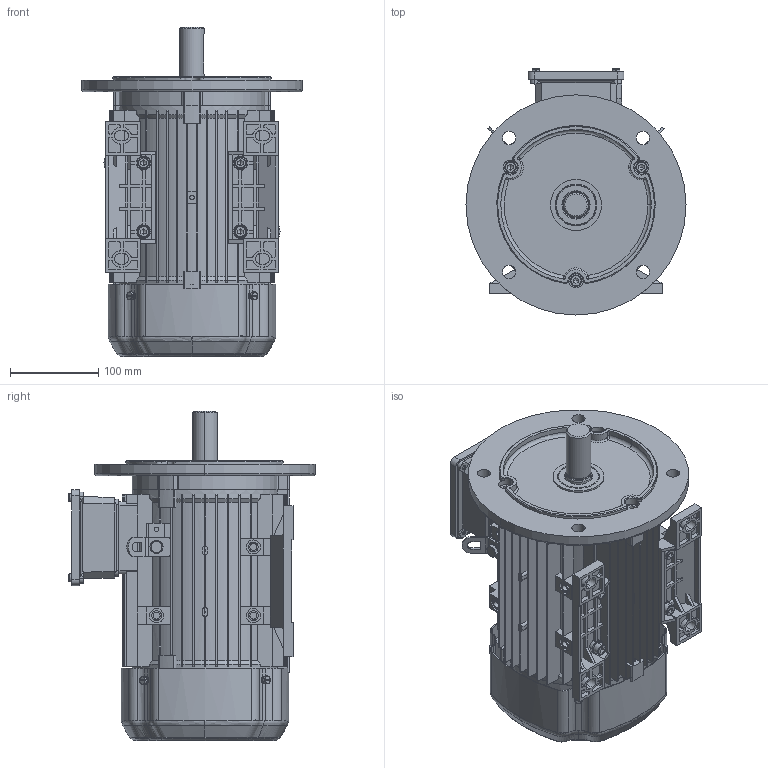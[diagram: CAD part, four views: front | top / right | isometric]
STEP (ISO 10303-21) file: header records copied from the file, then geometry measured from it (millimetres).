
FILE_DESCRIPTION(/* description */ (''),/* implementation_level */ '2;1');
FILE_NAME(/* name */ 'JL3-100-B35.STEP',/* time_stamp */ '2021-09-19T14:56:48+08:00',/* author */ (''),/* organization */ (''),/* preprocessor_version */ 'ST-DEVELOPER v16',/* originating_system */ 'SIEMENS PLM Software NX 10.0',/* authorisation */ '');
FILE_SCHEMA (('AUTOMOTIVE_DESIGN { 1 0 10303 214 3 1 1 1 }'));
Products named in the file (1): JL3-100-B35_step
Bounding box: 250 x 279.5 x 374 mm (x, y, z)
Volume: 2058002.6 mm3; surface area: 1125625.4 mm2
Topology: 54 solids, 54 shells, 4462 faces, 12122 edges, 7885 vertices
Faces by surface type: plane 1830, cylinder 1763, torus 292, cone 283, bspline 278, sphere 16
Entity records: 187321 total; most frequent: CARTESIAN_POINT 74278, ORIENTED_EDGE 24188, DIRECTION 23034, EDGE_CURVE 12094, AXIS2_PLACEMENT_3D 8397, VERTEX_POINT 7885, LINE 6240, VECTOR 6240
